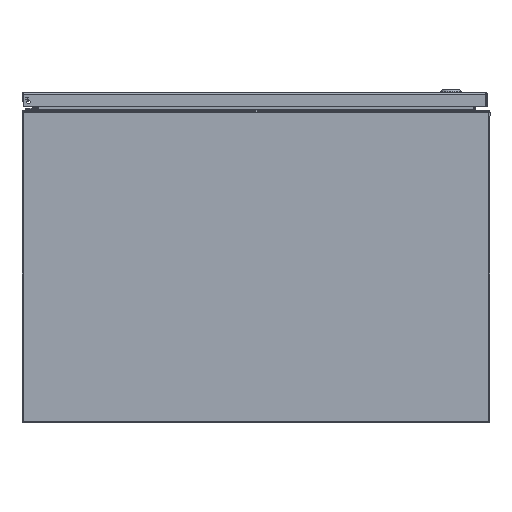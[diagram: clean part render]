
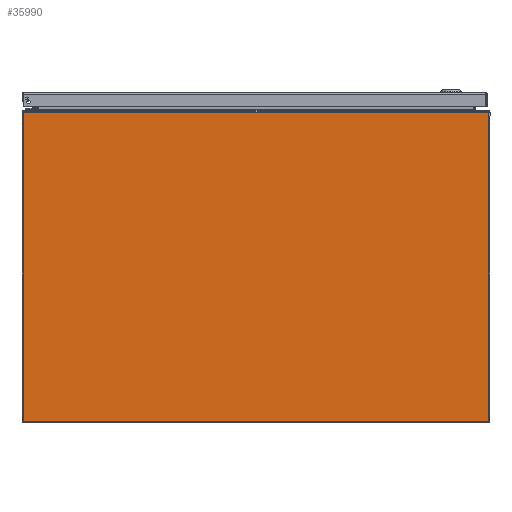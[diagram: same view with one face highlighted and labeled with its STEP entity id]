
A CAD part, front view. The second image highlights one B-rep face of the part: STEP entity #35990.
In plain terms, the highlighted face is planar.
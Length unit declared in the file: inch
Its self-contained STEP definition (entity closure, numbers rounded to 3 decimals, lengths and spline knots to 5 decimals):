
#34998=CARTESIAN_POINT('',(0.,23.852,0.0));
#34999=VERTEX_POINT('',#34998);
#35006=CARTESIAN_POINT('',(0.,0.0,0.0));
#35007=VERTEX_POINT('',#35006);
#35008=CARTESIAN_POINT('',(0.,23.852,0.0));
#35009=DIRECTION('',(0.0,-1.0,0.0));
#35010=VECTOR('',#35009,23.852);
#35011=LINE('',#35008,#35010);
#35012=EDGE_CURVE('',#34999,#35007,#35011,.T.);
#35037=CARTESIAN_POINT('',(15.82075,23.852,0.));
#35038=VERTEX_POINT('',#35037);
#35045=CARTESIAN_POINT('',(15.82075,23.852,0.0));
#35046=DIRECTION('',(-1.0,0.0,0.0));
#35047=VECTOR('',#35046,15.82075);
#35048=LINE('',#35045,#35047);
#35049=EDGE_CURVE('',#35038,#34999,#35048,.T.);
#35766=CARTESIAN_POINT('',(15.82075,0.0,0.));
#35767=VERTEX_POINT('',#35766);
#35791=CARTESIAN_POINT('',(15.82075,23.852,0.0));
#35792=DIRECTION('',(0.0,-1.0,0.0));
#35793=VECTOR('',#35792,23.852);
#35794=LINE('',#35791,#35793);
#35795=EDGE_CURVE('',#35038,#35767,#35794,.T.);
#35974=CARTESIAN_POINT('',(7.926,11.926,0.0));
#35975=DIRECTION('',(0.0,0.0,1.0));
#35976=DIRECTION('',(0.0,-1.0,0.0));
#35977=AXIS2_PLACEMENT_3D('',#35974,#35975,#35976);
#35978=PLANE('',#35977);
#35979=ORIENTED_EDGE('',*,*,#35795,.T.);
#35980=CARTESIAN_POINT('',(0.,0.0,0.0));
#35981=DIRECTION('',(1.0,0.0,0.0));
#35982=VECTOR('',#35981,15.82075);
#35983=LINE('',#35980,#35982);
#35984=EDGE_CURVE('',#35007,#35767,#35983,.T.);
#35985=ORIENTED_EDGE('',*,*,#35984,.F.);
#35986=ORIENTED_EDGE('',*,*,#35012,.F.);
#35987=ORIENTED_EDGE('',*,*,#35049,.F.);
#35988=EDGE_LOOP('',(#35979,#35985,#35986,#35987));
#35989=FACE_OUTER_BOUND('',#35988,.T.);
#35990=ADVANCED_FACE('',(#35989),#35978,.F.);
